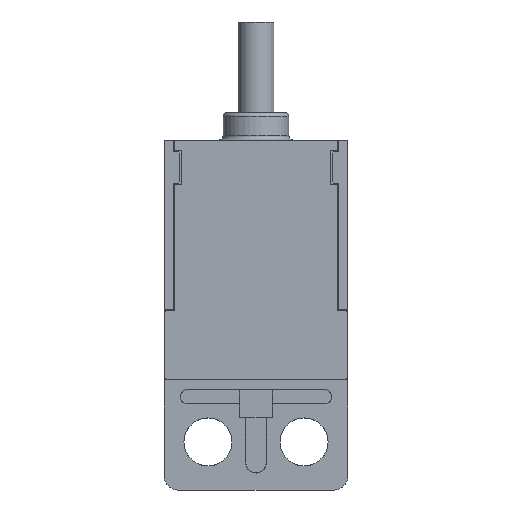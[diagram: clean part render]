
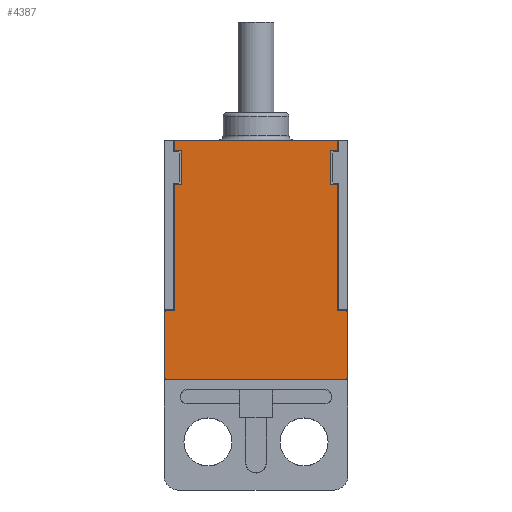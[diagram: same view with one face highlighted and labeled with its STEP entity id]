
A CAD part, front view. The second image highlights one B-rep face of the part: STEP entity #4387.
In plain terms, the highlighted planar face has unit normal (0, -1, 0).
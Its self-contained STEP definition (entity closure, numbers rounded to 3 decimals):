
#225=DIRECTION('',(1.,0.,0.));
#226=VECTOR('',#225,13.);
#227=CARTESIAN_POINT('',(-6.5,-12.6,-2.44));
#228=LINE('',#227,#226);
#333=DIRECTION('',(-1.,0.,0.));
#334=VECTOR('',#333,0.53);
#335=CARTESIAN_POINT('',(-5.97,-12.6,2.55));
#336=LINE('',#335,#334);
#337=DIRECTION('',(0.,0.,-1.));
#338=VECTOR('',#337,9.2);
#339=CARTESIAN_POINT('',(-5.97,-12.6,11.75));
#340=LINE('',#339,#338);
#349=DIRECTION('',(-0.707,0.,-0.707));
#350=VECTOR('',#349,0.212);
#351=CARTESIAN_POINT('',(6.65,-12.6,-2.29));
#352=LINE('',#351,#350);
#353=DIRECTION('',(-0.707,0.,0.707));
#354=VECTOR('',#353,0.212);
#355=CARTESIAN_POINT('',(-6.5,-12.6,-2.44));
#356=LINE('',#355,#354);
#357=DIRECTION('',(0.707,0.,0.707));
#358=VECTOR('',#357,0.212);
#359=CARTESIAN_POINT('',(-6.65,-12.6,2.4));
#360=LINE('',#359,#358);
#361=DIRECTION('',(0.707,0.,-0.707));
#362=VECTOR('',#361,0.212);
#363=CARTESIAN_POINT('',(6.5,-12.6,2.55));
#364=LINE('',#363,#362);
#393=DIRECTION('',(0.,0.,1.));
#394=VECTOR('',#393,4.69);
#395=CARTESIAN_POINT('',(6.65,-12.6,-2.29));
#396=LINE('',#395,#394);
#413=DIRECTION('',(-1.,0.,0.));
#414=VECTOR('',#413,0.53);
#415=CARTESIAN_POINT('',(6.5,-12.6,2.55));
#416=LINE('',#415,#414);
#417=DIRECTION('',(0.,0.,1.));
#418=VECTOR('',#417,9.2);
#419=CARTESIAN_POINT('',(5.97,-12.6,2.55));
#420=LINE('',#419,#418);
#429=DIRECTION('',(-1.,0.,0.));
#430=VECTOR('',#429,0.52);
#431=CARTESIAN_POINT('',(5.97,-12.6,11.75));
#432=LINE('',#431,#430);
#453=DIRECTION('',(1.,0.,0.));
#454=VECTOR('',#453,0.52);
#455=CARTESIAN_POINT('',(5.45,-12.6,14.25));
#456=LINE('',#455,#454);
#485=DIRECTION('',(0.,0.,1.));
#486=VECTOR('',#485,0.75);
#487=CARTESIAN_POINT('',(5.97,-12.6,14.25));
#488=LINE('',#487,#486);
#497=DIRECTION('',(-1.,0.,0.));
#498=VECTOR('',#497,11.94);
#499=CARTESIAN_POINT('',(5.97,-12.6,15.));
#500=LINE('',#499,#498);
#522=DIRECTION('',(0.,0.,-1.));
#523=VECTOR('',#522,0.75);
#524=CARTESIAN_POINT('',(-5.97,-12.6,15.));
#525=LINE('',#524,#523);
#558=DIRECTION('',(1.,0.,0.));
#559=VECTOR('',#558,0.52);
#560=CARTESIAN_POINT('',(-5.97,-12.6,14.25));
#561=LINE('',#560,#559);
#586=DIRECTION('',(0.,0.,-1.));
#587=VECTOR('',#586,2.5);
#588=CARTESIAN_POINT('',(-5.45,-12.6,14.25));
#589=LINE('',#588,#587);
#594=DIRECTION('',(-1.,0.,0.));
#595=VECTOR('',#594,0.52);
#596=CARTESIAN_POINT('',(-5.45,-12.6,11.75));
#597=LINE('',#596,#595);
#2714=DIRECTION('',(0.,0.,1.));
#2715=VECTOR('',#2714,2.5);
#2716=CARTESIAN_POINT('',(5.45,-12.6,11.75));
#2717=LINE('',#2716,#2715);
#2734=DIRECTION('',(0.,0.,-1.));
#2735=VECTOR('',#2734,4.69);
#2736=CARTESIAN_POINT('',(-6.65,-12.6,2.4));
#2737=LINE('',#2736,#2735);
#2918=CARTESIAN_POINT('',(6.65,-12.6,-2.29));
#2919=CARTESIAN_POINT('',(6.5,-12.6,-2.44));
#2920=VERTEX_POINT('',#2918);
#2921=VERTEX_POINT('',#2919);
#2922=CARTESIAN_POINT('',(-6.5,-12.6,-2.44));
#2923=VERTEX_POINT('',#2922);
#2924=CARTESIAN_POINT('',(-6.65,-12.6,-2.29));
#2925=VERTEX_POINT('',#2924);
#2926=CARTESIAN_POINT('',(-6.65,-12.6,2.4));
#2927=VERTEX_POINT('',#2926);
#2928=CARTESIAN_POINT('',(-6.5,-12.6,2.55));
#2929=VERTEX_POINT('',#2928);
#2930=CARTESIAN_POINT('',(-5.97,-12.6,2.55));
#2931=VERTEX_POINT('',#2930);
#2932=CARTESIAN_POINT('',(-5.97,-12.6,11.75));
#2933=VERTEX_POINT('',#2932);
#2934=CARTESIAN_POINT('',(-5.45,-12.6,11.75));
#2935=VERTEX_POINT('',#2934);
#2936=CARTESIAN_POINT('',(-5.45,-12.6,14.25));
#2937=VERTEX_POINT('',#2936);
#2938=CARTESIAN_POINT('',(-5.97,-12.6,14.25));
#2939=VERTEX_POINT('',#2938);
#2940=CARTESIAN_POINT('',(-5.97,-12.6,15.));
#2941=VERTEX_POINT('',#2940);
#2942=CARTESIAN_POINT('',(5.97,-12.6,15.));
#2943=VERTEX_POINT('',#2942);
#2944=CARTESIAN_POINT('',(5.97,-12.6,14.25));
#2945=VERTEX_POINT('',#2944);
#2946=CARTESIAN_POINT('',(5.45,-12.6,14.25));
#2947=VERTEX_POINT('',#2946);
#2948=CARTESIAN_POINT('',(5.45,-12.6,11.75));
#2949=VERTEX_POINT('',#2948);
#2950=CARTESIAN_POINT('',(5.97,-12.6,11.75));
#2951=VERTEX_POINT('',#2950);
#2952=CARTESIAN_POINT('',(5.97,-12.6,2.55));
#2953=VERTEX_POINT('',#2952);
#2954=CARTESIAN_POINT('',(6.5,-12.6,2.55));
#2955=VERTEX_POINT('',#2954);
#2956=CARTESIAN_POINT('',(6.65,-12.6,2.4));
#2957=VERTEX_POINT('',#2956);
#4344=CARTESIAN_POINT('',(0.,-12.6,6.28));
#4345=DIRECTION('',(0.,1.,0.));
#4346=DIRECTION('',(1.,0.,0.));
#4347=AXIS2_PLACEMENT_3D('',#4344,#4345,#4346);
#4348=PLANE('',#4347);
#4350=ORIENTED_EDGE('',*,*,#4349,.T.);
#4351=ORIENTED_EDGE('',*,*,#4178,.F.);
#4352=ORIENTED_EDGE('',*,*,#4284,.T.);
#4354=ORIENTED_EDGE('',*,*,#4353,.F.);
#4356=ORIENTED_EDGE('',*,*,#4355,.T.);
#4357=ORIENTED_EDGE('',*,*,#4323,.F.);
#4358=ORIENTED_EDGE('',*,*,#4335,.F.);
#4360=ORIENTED_EDGE('',*,*,#4359,.F.);
#4362=ORIENTED_EDGE('',*,*,#4361,.F.);
#4364=ORIENTED_EDGE('',*,*,#4363,.F.);
#4366=ORIENTED_EDGE('',*,*,#4365,.F.);
#4368=ORIENTED_EDGE('',*,*,#4367,.F.);
#4370=ORIENTED_EDGE('',*,*,#4369,.F.);
#4372=ORIENTED_EDGE('',*,*,#4371,.F.);
#4374=ORIENTED_EDGE('',*,*,#4373,.F.);
#4376=ORIENTED_EDGE('',*,*,#4375,.F.);
#4378=ORIENTED_EDGE('',*,*,#4377,.F.);
#4380=ORIENTED_EDGE('',*,*,#4379,.F.);
#4382=ORIENTED_EDGE('',*,*,#4381,.T.);
#4384=ORIENTED_EDGE('',*,*,#4383,.F.);
#4385=EDGE_LOOP('',(#4350,#4351,#4352,#4354,#4356,#4357,#4358,#4360,#4362,#4364,
#4366,#4368,#4370,#4372,#4374,#4376,#4378,#4380,#4382,#4384));
#4386=FACE_OUTER_BOUND('',#4385,.F.);
#4387=ADVANCED_FACE('',(#4386),#4348,.F.);
#4178=EDGE_CURVE('',#2923,#2921,#228,.T.);
#4284=EDGE_CURVE('',#2923,#2925,#356,.T.);
#4323=EDGE_CURVE('',#2931,#2929,#336,.T.);
#4335=EDGE_CURVE('',#2933,#2931,#340,.T.);
#4349=EDGE_CURVE('',#2920,#2921,#352,.T.);
#4353=EDGE_CURVE('',#2927,#2925,#2737,.T.);
#4355=EDGE_CURVE('',#2927,#2929,#360,.T.);
#4359=EDGE_CURVE('',#2935,#2933,#597,.T.);
#4361=EDGE_CURVE('',#2937,#2935,#589,.T.);
#4363=EDGE_CURVE('',#2939,#2937,#561,.T.);
#4365=EDGE_CURVE('',#2941,#2939,#525,.T.);
#4367=EDGE_CURVE('',#2943,#2941,#500,.T.);
#4369=EDGE_CURVE('',#2945,#2943,#488,.T.);
#4371=EDGE_CURVE('',#2947,#2945,#456,.T.);
#4373=EDGE_CURVE('',#2949,#2947,#2717,.T.);
#4375=EDGE_CURVE('',#2951,#2949,#432,.T.);
#4377=EDGE_CURVE('',#2953,#2951,#420,.T.);
#4379=EDGE_CURVE('',#2955,#2953,#416,.T.);
#4381=EDGE_CURVE('',#2955,#2957,#364,.T.);
#4383=EDGE_CURVE('',#2920,#2957,#396,.T.);
